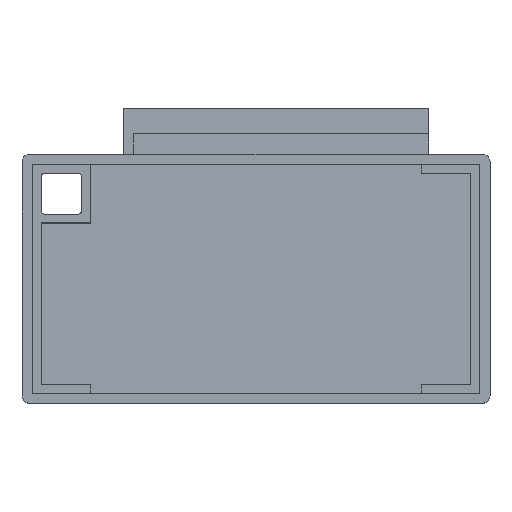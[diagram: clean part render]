
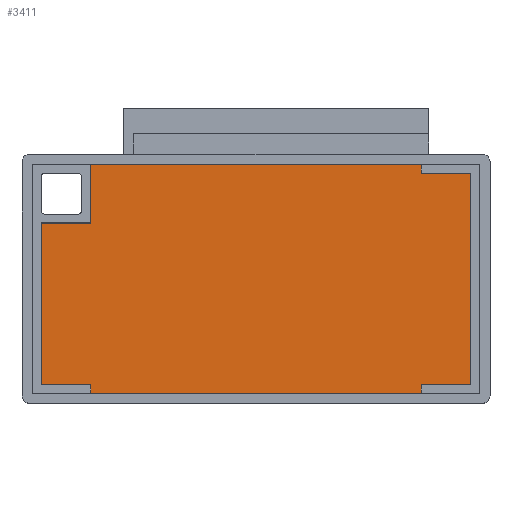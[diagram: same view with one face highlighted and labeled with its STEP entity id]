
A CAD part, top view. The second image highlights one B-rep face of the part: STEP entity #3411.
In plain terms, the highlighted planar face has unit normal (0, 0, 1).
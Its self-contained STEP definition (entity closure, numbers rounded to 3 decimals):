
#1643 = VERTEX_POINT('',#1644);
#1644 = CARTESIAN_POINT('',(-32.5,-22.5,2.));
#1650 = EDGE_CURVE('',#1643,#1651,#1653,.T.);
#1651 = VERTEX_POINT('',#1652);
#1652 = CARTESIAN_POINT('',(32.5,-22.5,2.));
#1653 = LINE('',#1654,#1655);
#1654 = CARTESIAN_POINT('',(-44.,-22.5,2.));
#1655 = VECTOR('',#1656,1.);
#1656 = DIRECTION('',(1.,0.,0.));
#1841 = VERTEX_POINT('',#1842);
#1842 = CARTESIAN_POINT('',(32.5,22.5,2.));
#1848 = EDGE_CURVE('',#1841,#1849,#1851,.T.);
#1849 = VERTEX_POINT('',#1850);
#1850 = CARTESIAN_POINT('',(-32.5,22.5,2.));
#1851 = LINE('',#1852,#1853);
#1852 = CARTESIAN_POINT('',(44.,22.5,2.));
#1853 = VECTOR('',#1854,1.);
#1854 = DIRECTION('',(-1.,0.,0.));
#3368 = VERTEX_POINT('',#3369);
#3369 = CARTESIAN_POINT('',(-32.5,-20.75,2.));
#3377 = EDGE_CURVE('',#3368,#1643,#3378,.T.);
#3378 = LINE('',#3379,#3380);
#3379 = CARTESIAN_POINT('',(-32.5,-20.75,2.));
#3380 = VECTOR('',#3381,1.);
#3381 = DIRECTION('',(0.,-1.,0.));
#3394 = VERTEX_POINT('',#3395);
#3395 = CARTESIAN_POINT('',(32.5,-20.75,2.));
#3401 = EDGE_CURVE('',#1651,#3394,#3402,.T.);
#3402 = LINE('',#3403,#3404);
#3403 = CARTESIAN_POINT('',(32.5,-22.5,2.));
#3404 = VECTOR('',#3405,1.);
#3405 = DIRECTION('',(0.,1.,0.));
#3411 = ADVANCED_FACE('',(#3412),#3478,.T.);
#3412 = FACE_BOUND('',#3413,.T.);
#3413 = EDGE_LOOP('',(#3414,#3415,#3416,#3417,#3425,#3433,#3441,#3447,
    #3448,#3456,#3464,#3472));
#3414 = ORIENTED_EDGE('',*,*,#3377,.T.);
#3415 = ORIENTED_EDGE('',*,*,#1650,.T.);
#3416 = ORIENTED_EDGE('',*,*,#3401,.T.);
#3417 = ORIENTED_EDGE('',*,*,#3418,.T.);
#3418 = EDGE_CURVE('',#3394,#3419,#3421,.T.);
#3419 = VERTEX_POINT('',#3420);
#3420 = CARTESIAN_POINT('',(42.25,-20.75,2.));
#3421 = LINE('',#3422,#3423);
#3422 = CARTESIAN_POINT('',(32.5,-20.75,2.));
#3423 = VECTOR('',#3424,1.);
#3424 = DIRECTION('',(1.,0.,0.));
#3425 = ORIENTED_EDGE('',*,*,#3426,.T.);
#3426 = EDGE_CURVE('',#3419,#3427,#3429,.T.);
#3427 = VERTEX_POINT('',#3428);
#3428 = CARTESIAN_POINT('',(42.25,20.75,2.));
#3429 = LINE('',#3430,#3431);
#3430 = CARTESIAN_POINT('',(42.25,-20.75,2.));
#3431 = VECTOR('',#3432,1.);
#3432 = DIRECTION('',(0.,1.,0.));
#3433 = ORIENTED_EDGE('',*,*,#3434,.T.);
#3434 = EDGE_CURVE('',#3427,#3435,#3437,.T.);
#3435 = VERTEX_POINT('',#3436);
#3436 = CARTESIAN_POINT('',(32.5,20.75,2.));
#3437 = LINE('',#3438,#3439);
#3438 = CARTESIAN_POINT('',(42.25,20.75,2.));
#3439 = VECTOR('',#3440,1.);
#3440 = DIRECTION('',(-1.,0.,0.));
#3441 = ORIENTED_EDGE('',*,*,#3442,.T.);
#3442 = EDGE_CURVE('',#3435,#1841,#3443,.T.);
#3443 = LINE('',#3444,#3445);
#3444 = CARTESIAN_POINT('',(32.5,20.75,2.));
#3445 = VECTOR('',#3446,1.);
#3446 = DIRECTION('',(0.,1.,0.));
#3447 = ORIENTED_EDGE('',*,*,#1848,.T.);
#3448 = ORIENTED_EDGE('',*,*,#3449,.T.);
#3449 = EDGE_CURVE('',#1849,#3450,#3452,.T.);
#3450 = VERTEX_POINT('',#3451);
#3451 = CARTESIAN_POINT('',(-32.5,11.,2.));
#3452 = LINE('',#3453,#3454);
#3453 = CARTESIAN_POINT('',(-32.5,22.5,2.));
#3454 = VECTOR('',#3455,1.);
#3455 = DIRECTION('',(0.,-1.,0.));
#3456 = ORIENTED_EDGE('',*,*,#3457,.T.);
#3457 = EDGE_CURVE('',#3450,#3458,#3460,.T.);
#3458 = VERTEX_POINT('',#3459);
#3459 = CARTESIAN_POINT('',(-42.25,11.,2.));
#3460 = LINE('',#3461,#3462);
#3461 = CARTESIAN_POINT('',(-32.5,11.,2.));
#3462 = VECTOR('',#3463,1.);
#3463 = DIRECTION('',(-1.,0.,0.));
#3464 = ORIENTED_EDGE('',*,*,#3465,.T.);
#3465 = EDGE_CURVE('',#3458,#3466,#3468,.T.);
#3466 = VERTEX_POINT('',#3467);
#3467 = CARTESIAN_POINT('',(-42.25,-20.75,2.));
#3468 = LINE('',#3469,#3470);
#3469 = CARTESIAN_POINT('',(-42.25,11.,2.));
#3470 = VECTOR('',#3471,1.);
#3471 = DIRECTION('',(0.,-1.,0.));
#3472 = ORIENTED_EDGE('',*,*,#3473,.T.);
#3473 = EDGE_CURVE('',#3466,#3368,#3474,.T.);
#3474 = LINE('',#3475,#3476);
#3475 = CARTESIAN_POINT('',(-42.25,-20.75,2.));
#3476 = VECTOR('',#3477,1.);
#3477 = DIRECTION('',(1.,0.,0.));
#3478 = PLANE('',#3479);
#3479 = AXIS2_PLACEMENT_3D('',#3480,#3481,#3482);
#3480 = CARTESIAN_POINT('',(0.,0.,2.));
#3481 = DIRECTION('',(0.,0.,1.));
#3482 = DIRECTION('',(1.,0.,0.));
